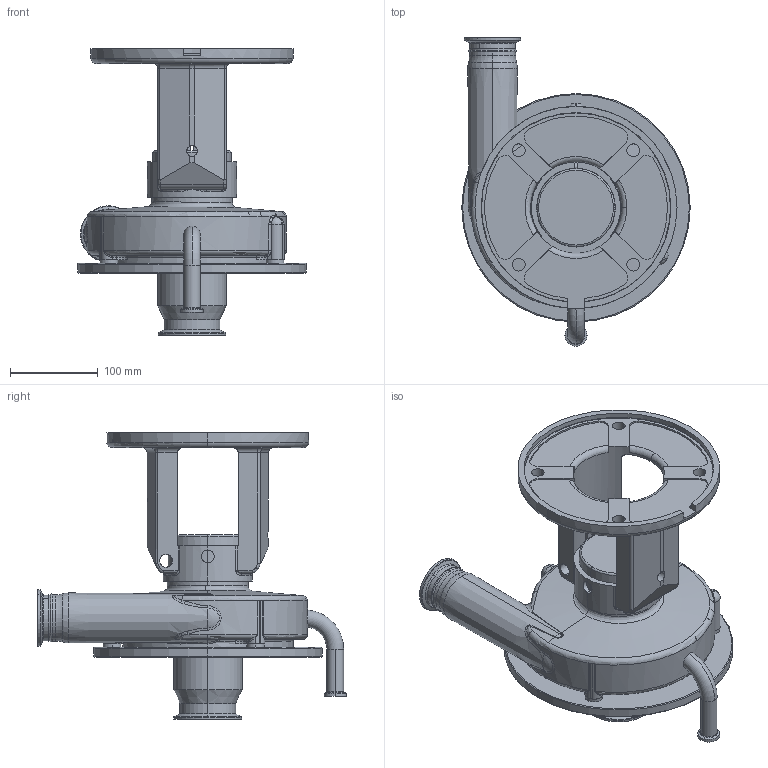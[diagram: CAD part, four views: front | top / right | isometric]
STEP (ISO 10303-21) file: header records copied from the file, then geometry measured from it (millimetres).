
FILE_DESCRIPTION (( 'STEP AP214' ), '1' );
FILE_NAME ('FPR 3531-3532 180-250TC VERT 3-4 IN ELBOW FRONT.STEP', '2022-12-21T15:59:27', ( '' ), ( '' ), 'SwSTEP 2.0', 'SolidWorks 2021', '' );
FILE_SCHEMA (( 'AUTOMOTIVE_DESIGN' ));
Length unit declared in the file: millimetre
Products named in the file (1): FPR 3531-3532 180-250TC VERT 3-4 IN ELBOW FRONT
Bounding box: 260 x 351.4 x 326.5 mm (x, y, z)
Volume: 3785864.2 mm3; surface area: 469104.2 mm2
Topology: 1 solids, 2 shells, 457 faces, 1159 edges, 696 vertices
Faces by surface type: cylinder 168, torus 96, plane 83, bspline 59, cone 39, sphere 12
Entity records: 19917 total; most frequent: CARTESIAN_POINT 9199, ORIENTED_EDGE 2298, DIRECTION 2271, EDGE_CURVE 1149, AXIS2_PLACEMENT_3D 959, VERTEX_POINT 695, CIRCLE 560, EDGE_LOOP 486
